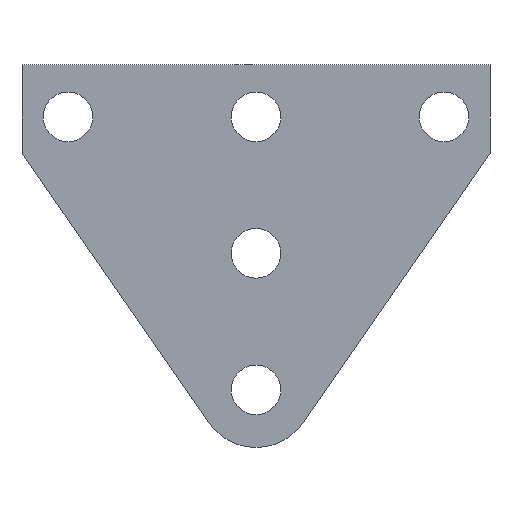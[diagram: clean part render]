
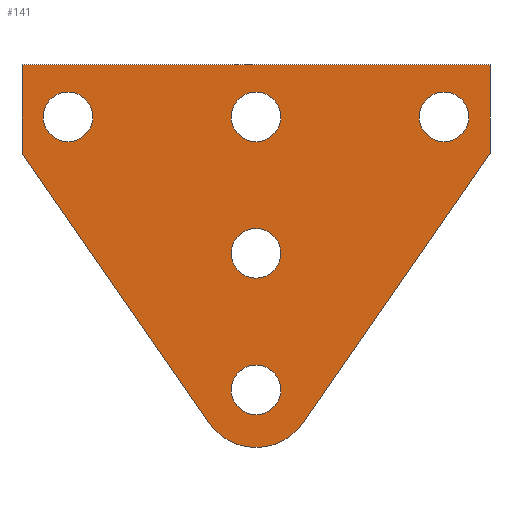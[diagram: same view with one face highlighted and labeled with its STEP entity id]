
A CAD part, front view. The second image highlights one B-rep face of the part: STEP entity #141.
In plain terms, the highlighted planar face has unit normal (0, -1, 0).
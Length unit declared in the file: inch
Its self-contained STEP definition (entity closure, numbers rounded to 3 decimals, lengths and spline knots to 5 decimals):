
#8 = ORIENTED_EDGE ( 'NONE', *, *, #65, .F. ) ;
#14 = AXIS2_PLACEMENT_3D ( 'NONE', #233, #232, #53 ) ;
#23 = ORIENTED_EDGE ( 'NONE', *, *, #354, .F. ) ;
#25 = VERTEX_POINT ( 'NONE', #162 ) ;
#28 = EDGE_CURVE ( 'NONE', #645, #219, #654, .T. ) ;
#30 = CIRCLE ( 'NONE', #274, 0.07 ) ;
#32 = LINE ( 'NONE', #516, #255 ) ;
#40 = EDGE_LOOP ( 'NONE', ( #23, #530, #537, #322, #8, #413 ) ) ;
#41 = VERTEX_POINT ( 'NONE', #250 ) ;
#43 = VERTEX_POINT ( 'NONE', #127 ) ;
#46 = CARTESIAN_POINT ( 'NONE',  ( 0.66, 0., 0.66714 ) ) ;
#53 = DIRECTION ( 'NONE',  ( 0., 0., 1. ) ) ;
#57 = CARTESIAN_POINT ( 'NONE',  ( 0.13357, 0., -0.09256 ) ) ;
#64 = EDGE_LOOP ( 'NONE', ( #220, #562 ) ) ;
#65 = EDGE_CURVE ( 'NONE', #428, #529, #106, .T. ) ;
#75 = VERTEX_POINT ( 'NONE', #57 ) ;
#77 = ORIENTED_EDGE ( 'NONE', *, *, #316, .T. ) ;
#103 = CIRCLE ( 'NONE', #218, 0.07 ) ;
#105 = DIRECTION ( 'NONE',  ( 0., 0., -1. ) ) ;
#106 = LINE ( 'NONE', #46, #627 ) ;
#127 = CARTESIAN_POINT ( 'NONE',  ( -0.66, 0., 0.66714 ) ) ;
#133 = CARTESIAN_POINT ( 'NONE',  ( 0., 0., 0.7 ) ) ;
#134 = ORIENTED_EDGE ( 'NONE', *, *, #369, .T. ) ;
#135 = AXIS2_PLACEMENT_3D ( 'NONE', #168, #166, #163 ) ;
#137 = EDGE_LOOP ( 'NONE', ( #347, #437 ) ) ;
#141 = ADVANCED_FACE ( 'NONE', ( #507, #622, #636, #390, #556, #505 ), #616, .F. ) ;
#162 = CARTESIAN_POINT ( 'NONE',  ( 0., 0., 0.07 ) ) ;
#163 = DIRECTION ( 'NONE',  ( 0., 0., 1. ) ) ;
#165 = CIRCLE ( 'NONE', #290, 0.07 ) ;
#166 = DIRECTION ( 'NONE',  ( 0., 1., 0. ) ) ;
#168 = CARTESIAN_POINT ( 'NONE',  ( 0., 0., 0. ) ) ;
#169 = EDGE_LOOP ( 'NONE', ( #216, #295 ) ) ;
#171 = ORIENTED_EDGE ( 'NONE', *, *, #434, .T. ) ;
#186 = AXIS2_PLACEMENT_3D ( 'NONE', #245, #240, #237 ) ;
#187 = DIRECTION ( 'NONE',  ( -0.57, 0., -0.822 ) ) ;
#190 = CARTESIAN_POINT ( 'NONE',  ( 0.53033, 0., 0.84 ) ) ;
#191 = VECTOR ( 'NONE', #187, 39.37008 ) ;
#192 = CARTESIAN_POINT ( 'NONE',  ( 0.66, 0., 0.66714 ) ) ;
#197 = VERTEX_POINT ( 'NONE', #540 ) ;
#200 = CARTESIAN_POINT ( 'NONE',  ( 0., 0., 0.455 ) ) ;
#206 = CARTESIAN_POINT ( 'NONE',  ( 0.13357, 0., -0.09256 ) ) ;
#210 = EDGE_CURVE ( 'NONE', #272, #43, #32, .T. ) ;
#214 = CIRCLE ( 'NONE', #135, 0.07 ) ;
#216 = ORIENTED_EDGE ( 'NONE', *, *, #382, .T. ) ;
#218 = AXIS2_PLACEMENT_3D ( 'NONE', #266, #265, #264 ) ;
#219 = VERTEX_POINT ( 'NONE', #489 ) ;
#220 = ORIENTED_EDGE ( 'NONE', *, *, #426, .T. ) ;
#225 = LINE ( 'NONE', #298, #604 ) ;
#232 = DIRECTION ( 'NONE',  ( 0., 1., 0. ) ) ;
#233 = CARTESIAN_POINT ( 'NONE',  ( 0., 0., 0.77 ) ) ;
#234 = AXIS2_PLACEMENT_3D ( 'NONE', #276, #273, #269 ) ;
#237 = DIRECTION ( 'NONE',  ( 0., 0., 1. ) ) ;
#240 = DIRECTION ( 'NONE',  ( 0., 1., 0. ) ) ;
#244 = AXIS2_PLACEMENT_3D ( 'NONE', #296, #294, #292 ) ;
#245 = CARTESIAN_POINT ( 'NONE',  ( 0.53033, 0., 0.77 ) ) ;
#250 = CARTESIAN_POINT ( 'NONE',  ( -0.53033, 0., 0.84 ) ) ;
#252 = CIRCLE ( 'NONE', #244, 0.1625 ) ;
#255 = VECTOR ( 'NONE', #504, 39.37008 ) ;
#261 = CARTESIAN_POINT ( 'NONE',  ( 0., 0., 0.315 ) ) ;
#264 = DIRECTION ( 'NONE',  ( 0., 0., 1. ) ) ;
#265 = DIRECTION ( 'NONE',  ( 0., 1., 0. ) ) ;
#266 = CARTESIAN_POINT ( 'NONE',  ( 0.53033, 0., 0.77 ) ) ;
#267 = AXIS2_PLACEMENT_3D ( 'NONE', #327, #323, #318 ) ;
#269 = DIRECTION ( 'NONE',  ( 0., 0., 1. ) ) ;
#272 = VERTEX_POINT ( 'NONE', #460 ) ;
#273 = DIRECTION ( 'NONE',  ( 0., 1., 0. ) ) ;
#274 = AXIS2_PLACEMENT_3D ( 'NONE', #343, #340, #336 ) ;
#276 = CARTESIAN_POINT ( 'NONE',  ( 0., 0., 0.77 ) ) ;
#278 = CARTESIAN_POINT ( 'NONE',  ( 0.66, 0., 0.9175 ) ) ;
#281 = AXIS2_PLACEMENT_3D ( 'NONE', #377, #375, #374 ) ;
#283 = EDGE_CURVE ( 'NONE', #458, #498, #633, .T. ) ;
#286 = CARTESIAN_POINT ( 'NONE',  ( -0.66, 0., 0.9175 ) ) ;
#290 = AXIS2_PLACEMENT_3D ( 'NONE', #384, #383, #381 ) ;
#291 = CARTESIAN_POINT ( 'NONE',  ( -0.53033, 0., 0.7 ) ) ;
#292 = DIRECTION ( 'NONE',  ( 0., 0., -1. ) ) ;
#294 = DIRECTION ( 'NONE',  ( 0., 1., 0. ) ) ;
#295 = ORIENTED_EDGE ( 'NONE', *, *, #283, .T. ) ;
#296 = CARTESIAN_POINT ( 'NONE',  ( 0., 0., 0. ) ) ;
#298 = CARTESIAN_POINT ( 'NONE',  ( 0.66, 0., 0.9175 ) ) ;
#311 = AXIS2_PLACEMENT_3D ( 'NONE', #422, #421, #417 ) ;
#313 = DIRECTION ( 'NONE',  ( 1., 0., 0. ) ) ;
#316 = EDGE_CURVE ( 'NONE', #41, #408, #165, .T. ) ;
#318 = DIRECTION ( 'NONE',  ( 0., 0., 1. ) ) ;
#322 = ORIENTED_EDGE ( 'NONE', *, *, #502, .F. ) ;
#323 = DIRECTION ( 'NONE',  ( 0., 1., 0. ) ) ;
#327 = CARTESIAN_POINT ( 'NONE',  ( 0., 0., 0.385 ) ) ;
#328 = VECTOR ( 'NONE', #355, 39.37008 ) ;
#334 = EDGE_CURVE ( 'NONE', #348, #25, #632, .T. ) ;
#336 = DIRECTION ( 'NONE',  ( 0., 0., 1. ) ) ;
#340 = DIRECTION ( 'NONE',  ( 0., 1., 0. ) ) ;
#343 = CARTESIAN_POINT ( 'NONE',  ( -0.53033, 0., 0.77 ) ) ;
#347 = ORIENTED_EDGE ( 'NONE', *, *, #526, .T. ) ;
#348 = VERTEX_POINT ( 'NONE', #373 ) ;
#354 = EDGE_CURVE ( 'NONE', #43, #452, #367, .T. ) ;
#355 = DIRECTION ( 'NONE',  ( 0., 0., 1. ) ) ;
#367 = LINE ( 'NONE', #380, #328 ) ;
#369 = EDGE_CURVE ( 'NONE', #408, #41, #30, .T. ) ;
#373 = CARTESIAN_POINT ( 'NONE',  ( 0., 0., -0.07 ) ) ;
#374 = DIRECTION ( 'NONE',  ( 0., 0., 1. ) ) ;
#375 = DIRECTION ( 'NONE',  ( 0., 1., 0. ) ) ;
#377 = CARTESIAN_POINT ( 'NONE',  ( 0., 0., 0. ) ) ;
#380 = CARTESIAN_POINT ( 'NONE',  ( -0.66, 0., 0.9175 ) ) ;
#381 = DIRECTION ( 'NONE',  ( 0., 0., 1. ) ) ;
#382 = EDGE_CURVE ( 'NONE', #498, #458, #463, .T. ) ;
#383 = DIRECTION ( 'NONE',  ( 0., 1., 0. ) ) ;
#384 = CARTESIAN_POINT ( 'NONE',  ( -0.53033, 0., 0.77 ) ) ;
#390 = FACE_BOUND ( 'NONE', #395, .T. ) ;
#395 = EDGE_LOOP ( 'NONE', ( #171, #407 ) ) ;
#396 = EDGE_CURVE ( 'NONE', #75, #272, #252, .T. ) ;
#403 = EDGE_CURVE ( 'NONE', #452, #428, #225, .T. ) ;
#407 = ORIENTED_EDGE ( 'NONE', *, *, #453, .T. ) ;
#408 = VERTEX_POINT ( 'NONE', #291 ) ;
#413 = ORIENTED_EDGE ( 'NONE', *, *, #403, .F. ) ;
#417 = DIRECTION ( 'NONE',  ( 0., 0., 1. ) ) ;
#421 = DIRECTION ( 'NONE',  ( 0., 1., 0. ) ) ;
#422 = CARTESIAN_POINT ( 'NONE',  ( 0., 0., 0.385 ) ) ;
#426 = EDGE_CURVE ( 'NONE', #219, #645, #462, .T. ) ;
#428 = VERTEX_POINT ( 'NONE', #278 ) ;
#434 = EDGE_CURVE ( 'NONE', #521, #197, #103, .T. ) ;
#437 = ORIENTED_EDGE ( 'NONE', *, *, #334, .T. ) ;
#450 = EDGE_LOOP ( 'NONE', ( #77, #134 ) ) ;
#452 = VERTEX_POINT ( 'NONE', #286 ) ;
#453 = EDGE_CURVE ( 'NONE', #197, #521, #475, .T. ) ;
#458 = VERTEX_POINT ( 'NONE', #261 ) ;
#460 = CARTESIAN_POINT ( 'NONE',  ( -0.13357, 0., -0.09256 ) ) ;
#462 = CIRCLE ( 'NONE', #234, 0.07 ) ;
#463 = CIRCLE ( 'NONE', #267, 0.07 ) ;
#475 = CIRCLE ( 'NONE', #186, 0.07 ) ;
#489 = CARTESIAN_POINT ( 'NONE',  ( 0., 0., 0.84 ) ) ;
#498 = VERTEX_POINT ( 'NONE', #200 ) ;
#499 = AXIS2_PLACEMENT_3D ( 'NONE', #615, #623, #611 ) ;
#502 = EDGE_CURVE ( 'NONE', #529, #75, #569, .T. ) ;
#504 = DIRECTION ( 'NONE',  ( -0.57, 0., 0.822 ) ) ;
#505 = FACE_OUTER_BOUND ( 'NONE', #40, .T. ) ;
#507 = FACE_BOUND ( 'NONE', #137, .T. ) ;
#516 = CARTESIAN_POINT ( 'NONE',  ( -0.66, 0., 0.66714 ) ) ;
#521 = VERTEX_POINT ( 'NONE', #190 ) ;
#526 = EDGE_CURVE ( 'NONE', #25, #348, #214, .T. ) ;
#529 = VERTEX_POINT ( 'NONE', #192 ) ;
#530 = ORIENTED_EDGE ( 'NONE', *, *, #210, .F. ) ;
#537 = ORIENTED_EDGE ( 'NONE', *, *, #396, .F. ) ;
#540 = CARTESIAN_POINT ( 'NONE',  ( 0.53033, 0., 0.7 ) ) ;
#556 = FACE_BOUND ( 'NONE', #450, .T. ) ;
#562 = ORIENTED_EDGE ( 'NONE', *, *, #28, .T. ) ;
#569 = LINE ( 'NONE', #206, #191 ) ;
#604 = VECTOR ( 'NONE', #313, 39.37008 ) ;
#611 = DIRECTION ( 'NONE',  ( 0., 0., 1. ) ) ;
#615 = CARTESIAN_POINT ( 'NONE',  ( 0., 0., 0. ) ) ;
#616 = PLANE ( 'NONE',  #499 ) ;
#622 = FACE_BOUND ( 'NONE', #169, .T. ) ;
#623 = DIRECTION ( 'NONE',  ( 0., 1., 0. ) ) ;
#627 = VECTOR ( 'NONE', #105, 39.37008 ) ;
#632 = CIRCLE ( 'NONE', #281, 0.07 ) ;
#633 = CIRCLE ( 'NONE', #311, 0.07 ) ;
#636 = FACE_BOUND ( 'NONE', #64, .T. ) ;
#645 = VERTEX_POINT ( 'NONE', #133 ) ;
#654 = CIRCLE ( 'NONE', #14, 0.07 ) ;
